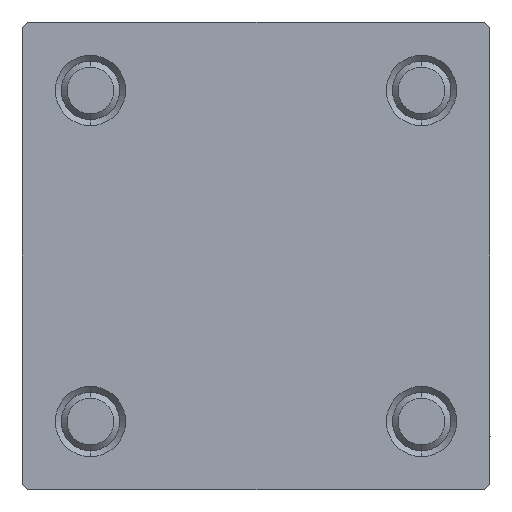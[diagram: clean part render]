
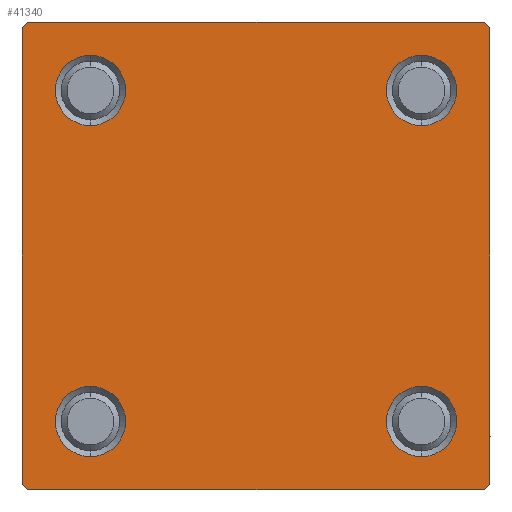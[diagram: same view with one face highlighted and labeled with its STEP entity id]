
A CAD part, left-side view. The second image highlights one B-rep face of the part: STEP entity #41340.
In plain terms, the highlighted planar face has unit normal (-1, 0, 0).
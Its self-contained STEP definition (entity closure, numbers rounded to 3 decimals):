
#221 = DIRECTION ( 'NONE',  ( 0., 0., -1. ) ) ;
#320 = VECTOR ( 'NONE', #45594, 1000. ) ;
#366 = LINE ( 'NONE', #4636, #45487 ) ;
#746 = EDGE_CURVE ( 'NONE', #17934, #11392, #36906, .T. ) ;
#965 = FACE_BOUND ( 'NONE', #37256, .T. ) ;
#1110 = DIRECTION ( 'NONE',  ( 0., 0., -1. ) ) ;
#1138 = CARTESIAN_POINT ( 'NONE',  ( 0., 19.5, -20. ) ) ;
#1197 = VERTEX_POINT ( 'NONE', #43916 ) ;
#1258 = DIRECTION ( 'NONE',  ( 0., -0.707, -0.707 ) ) ;
#1853 = EDGE_CURVE ( 'NONE', #48926, #8869, #25357, .T. ) ;
#2067 = AXIS2_PLACEMENT_3D ( 'NONE', #45068, #10560, #25923 ) ;
#2256 = CARTESIAN_POINT ( 'NONE',  ( 0., 19.75, -19.75 ) ) ;
#2521 = VERTEX_POINT ( 'NONE', #44630 ) ;
#2812 = VERTEX_POINT ( 'NONE', #7740 ) ;
#3021 = ORIENTED_EDGE ( 'NONE', *, *, #41336, .T. ) ;
#3858 = DIRECTION ( 'NONE',  ( 0., -0.707, 0.707 ) ) ;
#4203 = EDGE_LOOP ( 'NONE', ( #30210, #16195 ) ) ;
#4636 = CARTESIAN_POINT ( 'NONE',  ( 0., -20., 20. ) ) ;
#5082 = AXIS2_PLACEMENT_3D ( 'NONE', #16049, #23600, #12266 ) ;
#5595 = EDGE_LOOP ( 'NONE', ( #49693, #44057, #6836, #17984, #32687, #27588, #23426, #20615 ) ) ;
#5664 = DIRECTION ( 'NONE',  ( 1., 0., 0. ) ) ;
#5821 = CARTESIAN_POINT ( 'NONE',  ( 0., 14.15, -11.15 ) ) ;
#6200 = VECTOR ( 'NONE', #3858, 1000. ) ;
#6836 = ORIENTED_EDGE ( 'NONE', *, *, #39081, .T. ) ;
#7297 = VERTEX_POINT ( 'NONE', #23892 ) ;
#7637 = CIRCLE ( 'NONE', #14850, 3. ) ;
#7740 = CARTESIAN_POINT ( 'NONE',  ( 0., -19.5, -20. ) ) ;
#7764 = CARTESIAN_POINT ( 'NONE',  ( 0., 20., 20. ) ) ;
#7830 = DIRECTION ( 'NONE',  ( 0., 0., 1. ) ) ;
#8415 = CIRCLE ( 'NONE', #40537, 3. ) ;
#8530 = EDGE_CURVE ( 'NONE', #1197, #35903, #26382, .T. ) ;
#8742 = FACE_BOUND ( 'NONE', #49446, .T. ) ;
#8869 = VERTEX_POINT ( 'NONE', #42663 ) ;
#9007 = CARTESIAN_POINT ( 'NONE',  ( 0., -20., 19.5 ) ) ;
#10375 = ORIENTED_EDGE ( 'NONE', *, *, #29317, .T. ) ;
#10560 = DIRECTION ( 'NONE',  ( 1., 0., 0. ) ) ;
#10572 = DIRECTION ( 'NONE',  ( 0., 0., 1. ) ) ;
#11333 = VERTEX_POINT ( 'NONE', #16338 ) ;
#11392 = VERTEX_POINT ( 'NONE', #23639 ) ;
#11523 = EDGE_CURVE ( 'NONE', #35903, #33721, #36452, .T. ) ;
#12067 = LINE ( 'NONE', #18880, #320 ) ;
#12134 = LINE ( 'NONE', #23216, #6200 ) ;
#12266 = DIRECTION ( 'NONE',  ( 0., 0., 1. ) ) ;
#12752 = CARTESIAN_POINT ( 'NONE',  ( 0., 0., 0. ) ) ;
#13219 = VECTOR ( 'NONE', #43381, 1000. ) ;
#13607 = ORIENTED_EDGE ( 'NONE', *, *, #746, .T. ) ;
#14850 = AXIS2_PLACEMENT_3D ( 'NONE', #41750, #48320, #44527 ) ;
#15094 = CARTESIAN_POINT ( 'NONE',  ( 0., 14.15, 11.15 ) ) ;
#15368 = CARTESIAN_POINT ( 'NONE',  ( 0., 14.15, -14.15 ) ) ;
#15772 = ORIENTED_EDGE ( 'NONE', *, *, #42829, .T. ) ;
#15965 = CARTESIAN_POINT ( 'NONE',  ( 0., -14.15, 11.15 ) ) ;
#16049 = CARTESIAN_POINT ( 'NONE',  ( 0., -14.15, 14.15 ) ) ;
#16195 = ORIENTED_EDGE ( 'NONE', *, *, #40206, .T. ) ;
#16338 = CARTESIAN_POINT ( 'NONE',  ( 0., -20., -19.5 ) ) ;
#17934 = VERTEX_POINT ( 'NONE', #5821 ) ;
#17984 = ORIENTED_EDGE ( 'NONE', *, *, #33848, .T. ) ;
#18797 = CARTESIAN_POINT ( 'NONE',  ( 0., 14.15, 14.15 ) ) ;
#18880 = CARTESIAN_POINT ( 'NONE',  ( 0., 20., -20. ) ) ;
#19045 = DIRECTION ( 'NONE',  ( 1., 0., 0. ) ) ;
#19074 = AXIS2_PLACEMENT_3D ( 'NONE', #18797, #19045, #23562 ) ;
#20166 = EDGE_CURVE ( 'NONE', #7297, #40470, #29978, .T. ) ;
#20306 = PLANE ( 'NONE',  #39759 ) ;
#20615 = ORIENTED_EDGE ( 'NONE', *, *, #20740, .T. ) ;
#20740 = EDGE_CURVE ( 'NONE', #48926, #1197, #34084, .T. ) ;
#22425 = DIRECTION ( 'NONE',  ( 1., 0., 0. ) ) ;
#22916 = EDGE_CURVE ( 'NONE', #26858, #8869, #43626, .T. ) ;
#23216 = CARTESIAN_POINT ( 'NONE',  ( 0., -19.75, -19.75 ) ) ;
#23426 = ORIENTED_EDGE ( 'NONE', *, *, #1853, .F. ) ;
#23562 = DIRECTION ( 'NONE',  ( 0., 0., 1. ) ) ;
#23600 = DIRECTION ( 'NONE',  ( 1., 0., 0. ) ) ;
#23639 = CARTESIAN_POINT ( 'NONE',  ( 0., 14.15, -17.15 ) ) ;
#23825 = CARTESIAN_POINT ( 'NONE',  ( 0., -14.15, 14.15 ) ) ;
#23892 = CARTESIAN_POINT ( 'NONE',  ( 0., -14.15, 17.15 ) ) ;
#23992 = EDGE_CURVE ( 'NONE', #11392, #17934, #7637, .T. ) ;
#24715 = CIRCLE ( 'NONE', #19074, 3. ) ;
#25357 = LINE ( 'NONE', #43750, #33705 ) ;
#25923 = DIRECTION ( 'NONE',  ( 0., 0., 1. ) ) ;
#25970 = EDGE_LOOP ( 'NONE', ( #15772, #3021 ) ) ;
#26382 = LINE ( 'NONE', #7764, #39441 ) ;
#26858 = VERTEX_POINT ( 'NONE', #9007 ) ;
#27588 = ORIENTED_EDGE ( 'NONE', *, *, #22916, .T. ) ;
#27702 = CIRCLE ( 'NONE', #48648, 3. ) ;
#28244 = VECTOR ( 'NONE', #1258, 1000. ) ;
#28256 = ORIENTED_EDGE ( 'NONE', *, *, #23992, .T. ) ;
#29317 = EDGE_CURVE ( 'NONE', #2521, #34599, #31795, .T. ) ;
#29672 = ORIENTED_EDGE ( 'NONE', *, *, #34395, .T. ) ;
#29978 = CIRCLE ( 'NONE', #5082, 3. ) ;
#30210 = ORIENTED_EDGE ( 'NONE', *, *, #20166, .T. ) ;
#30900 = DIRECTION ( 'NONE',  ( 0., 0., 1. ) ) ;
#31639 = DIRECTION ( 'NONE',  ( 1., 0., 0. ) ) ;
#31662 = AXIS2_PLACEMENT_3D ( 'NONE', #23825, #41297, #10572 ) ;
#31795 = CIRCLE ( 'NONE', #2067, 3. ) ;
#32687 = ORIENTED_EDGE ( 'NONE', *, *, #43998, .F. ) ;
#32902 = DIRECTION ( 'NONE',  ( 0., -1., 0. ) ) ;
#33066 = DIRECTION ( 'NONE',  ( 0., 0., 1. ) ) ;
#33705 = VECTOR ( 'NONE', #32902, 1000. ) ;
#33721 = VERTEX_POINT ( 'NONE', #1138 ) ;
#33848 = EDGE_CURVE ( 'NONE', #2812, #11333, #12134, .T. ) ;
#34084 = LINE ( 'NONE', #36866, #38899 ) ;
#34395 = EDGE_CURVE ( 'NONE', #34599, #2521, #24715, .T. ) ;
#34599 = VERTEX_POINT ( 'NONE', #15094 ) ;
#35165 = FACE_BOUND ( 'NONE', #4203, .T. ) ;
#35316 = CARTESIAN_POINT ( 'NONE',  ( 0., -19.75, 19.75 ) ) ;
#35407 = CARTESIAN_POINT ( 'NONE',  ( 0., -14.15, -14.15 ) ) ;
#35903 = VERTEX_POINT ( 'NONE', #48490 ) ;
#36452 = LINE ( 'NONE', #2256, #28244 ) ;
#36866 = CARTESIAN_POINT ( 'NONE',  ( 0., 19.75, 19.75 ) ) ;
#36906 = CIRCLE ( 'NONE', #44933, 3. ) ;
#37256 = EDGE_LOOP ( 'NONE', ( #10375, #29672 ) ) ;
#38488 = CARTESIAN_POINT ( 'NONE',  ( 0., 19.5, 20. ) ) ;
#38608 = VERTEX_POINT ( 'NONE', #42101 ) ;
#38713 = FACE_OUTER_BOUND ( 'NONE', #5595, .T. ) ;
#38899 = VECTOR ( 'NONE', #49467, 1000. ) ;
#39081 = EDGE_CURVE ( 'NONE', #33721, #2812, #12067, .T. ) ;
#39441 = VECTOR ( 'NONE', #221, 1000. ) ;
#39457 = FACE_BOUND ( 'NONE', #25970, .T. ) ;
#39759 = AXIS2_PLACEMENT_3D ( 'NONE', #12752, #42969, #43228 ) ;
#40206 = EDGE_CURVE ( 'NONE', #40470, #7297, #42131, .T. ) ;
#40470 = VERTEX_POINT ( 'NONE', #15965 ) ;
#40537 = AXIS2_PLACEMENT_3D ( 'NONE', #35407, #31639, #30900 ) ;
#41297 = DIRECTION ( 'NONE',  ( 1., 0., 0. ) ) ;
#41336 = EDGE_CURVE ( 'NONE', #38608, #42558, #8415, .T. ) ;
#41340 = ADVANCED_FACE ( 'NONE', ( #35165, #39457, #8742, #965, #38713 ), #20306, .T. ) ;
#41750 = CARTESIAN_POINT ( 'NONE',  ( 0., 14.15, -14.15 ) ) ;
#42101 = CARTESIAN_POINT ( 'NONE',  ( 0., -14.15, -17.15 ) ) ;
#42131 = CIRCLE ( 'NONE', #31662, 3. ) ;
#42558 = VERTEX_POINT ( 'NONE', #45738 ) ;
#42663 = CARTESIAN_POINT ( 'NONE',  ( 0., -19.5, 20. ) ) ;
#42829 = EDGE_CURVE ( 'NONE', #42558, #38608, #27702, .T. ) ;
#42969 = DIRECTION ( 'NONE',  ( -1., 0., 0. ) ) ;
#43228 = DIRECTION ( 'NONE',  ( 0., 0., 1. ) ) ;
#43381 = DIRECTION ( 'NONE',  ( 0., 0.707, 0.707 ) ) ;
#43626 = LINE ( 'NONE', #35316, #13219 ) ;
#43750 = CARTESIAN_POINT ( 'NONE',  ( 0., 20., 20. ) ) ;
#43916 = CARTESIAN_POINT ( 'NONE',  ( 0., 20., 19.5 ) ) ;
#43998 = EDGE_CURVE ( 'NONE', #26858, #11333, #366, .T. ) ;
#44057 = ORIENTED_EDGE ( 'NONE', *, *, #11523, .T. ) ;
#44527 = DIRECTION ( 'NONE',  ( 0., 0., 1. ) ) ;
#44630 = CARTESIAN_POINT ( 'NONE',  ( 0., 14.15, 17.15 ) ) ;
#44933 = AXIS2_PLACEMENT_3D ( 'NONE', #15368, #22425, #7830 ) ;
#45068 = CARTESIAN_POINT ( 'NONE',  ( 0., 14.15, 14.15 ) ) ;
#45487 = VECTOR ( 'NONE', #1110, 1000. ) ;
#45594 = DIRECTION ( 'NONE',  ( 0., -1., 0. ) ) ;
#45738 = CARTESIAN_POINT ( 'NONE',  ( 0., -14.15, -11.15 ) ) ;
#47962 = CARTESIAN_POINT ( 'NONE',  ( 0., -14.15, -14.15 ) ) ;
#48320 = DIRECTION ( 'NONE',  ( 1., 0., 0. ) ) ;
#48490 = CARTESIAN_POINT ( 'NONE',  ( 0., 20., -19.5 ) ) ;
#48648 = AXIS2_PLACEMENT_3D ( 'NONE', #47962, #5664, #33066 ) ;
#48926 = VERTEX_POINT ( 'NONE', #38488 ) ;
#49446 = EDGE_LOOP ( 'NONE', ( #13607, #28256 ) ) ;
#49467 = DIRECTION ( 'NONE',  ( 0., 0.707, -0.707 ) ) ;
#49693 = ORIENTED_EDGE ( 'NONE', *, *, #8530, .T. ) ;
